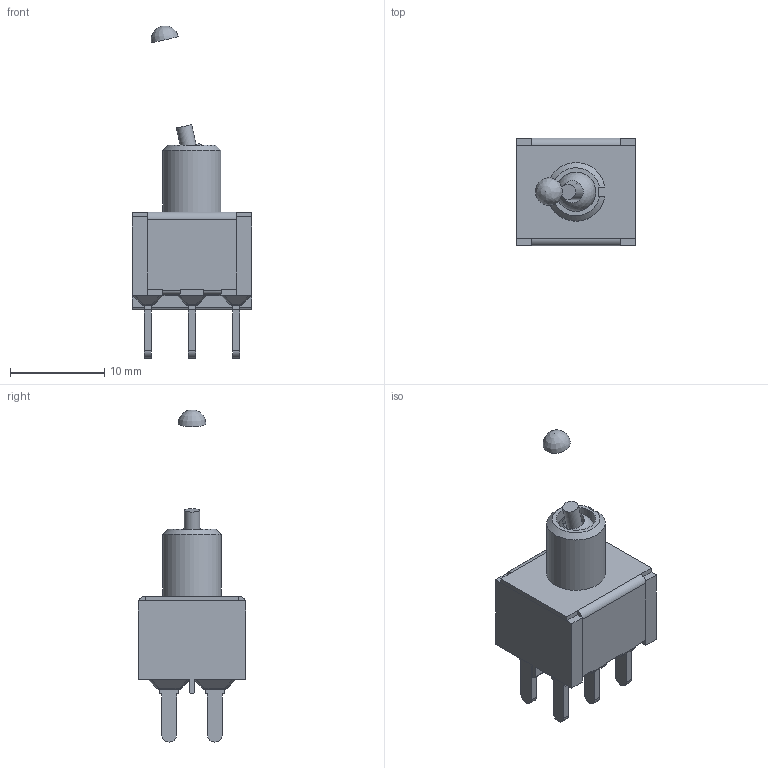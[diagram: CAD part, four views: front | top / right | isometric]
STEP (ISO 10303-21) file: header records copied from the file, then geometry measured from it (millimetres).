
FILE_DESCRIPTION(/* description */ (''),/* implementation_level */ '2;1');
FILE_NAME(/* name */ '100DPxT1B3M3xE.stp',/* time_stamp */ '2026-01-16T17:12:36-06:00',/* author */ ('jmeyers'),/* organization */ (''),/* preprocessor_version */ 'ST-DEVELOPER v18.1',/* originating_system */ 'Autodesk Inventor 2022',/* authorisation */ '');
FILE_SCHEMA (('AUTOMOTIVE_DESIGN { 1 0 10303 214 3 1 1 }'));
Length unit declared in the file: inch
Products named in the file (1): Part136
Bounding box: 12.7 x 11.43 x 35.24 mm (x, y, z)
Volume: 951.6 mm3; surface area: 2017.3 mm2
Topology: 1 solids, 2 shells, 364 faces, 942 edges, 574 vertices
Faces by surface type: plane 265, cylinder 69, sphere 26, cone 3, bspline 1
Full cylindrical faces by diameter (mm): 1.65 x1, 4.2 x2
Entity records: 10819 total; most frequent: CARTESIAN_POINT 1935, ORIENTED_EDGE 1836, DIRECTION 1821, EDGE_CURVE 918, LINE 737, VECTOR 737, VERTEX_POINT 574, AXIS2_PLACEMENT_3D 542
